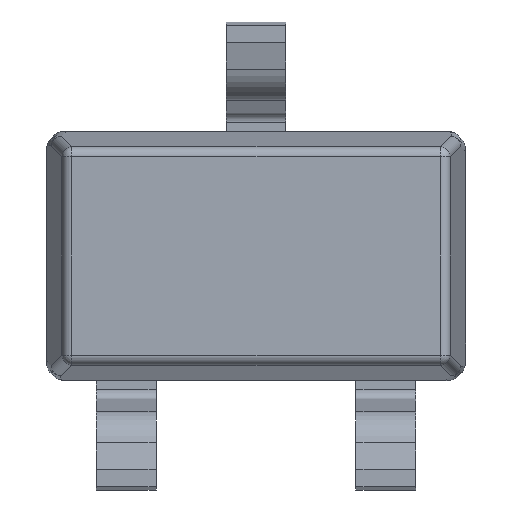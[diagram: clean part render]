
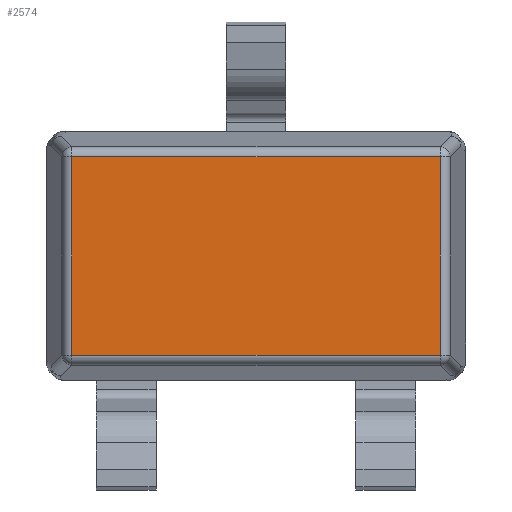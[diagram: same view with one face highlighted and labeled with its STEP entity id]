
A CAD part, front view. The second image highlights one B-rep face of the part: STEP entity #2574.
In plain terms, the highlighted planar face has unit normal (0, -1, 0).
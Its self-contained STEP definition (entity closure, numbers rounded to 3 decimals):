
#138 = AXIS2_PLACEMENT_3D ( 'NONE', #8174, #4771, #9693 ) ;
#318 = DIRECTION ( 'NONE',  ( 1., 0., 0. ) ) ;
#438 = LINE ( 'NONE', #2041, #4654 ) ;
#1009 = VECTOR ( 'NONE', #9878, 1000. ) ;
#1144 = CARTESIAN_POINT ( 'NONE',  ( 0.922, -0.6, -0.497 ) ) ;
#1382 = VERTEX_POINT ( 'NONE', #1144 ) ;
#1838 = EDGE_LOOP ( 'NONE', ( #3163, #8687, #1954, #8972 ) ) ;
#1923 = VECTOR ( 'NONE', #9685, 1000. ) ;
#1954 = ORIENTED_EDGE ( 'NONE', *, *, #10556, .T. ) ;
#2041 = CARTESIAN_POINT ( 'NONE',  ( -0.916, -0.6, 0.497 ) ) ;
#2173 = CARTESIAN_POINT ( 'NONE',  ( 0.916, -0.6, -0.497 ) ) ;
#2512 = LINE ( 'NONE', #10636, #1009 ) ;
#2574 = ADVANCED_FACE ( 'NONE', ( #6394 ), #6553, .F. ) ;
#2598 = CARTESIAN_POINT ( 'NONE',  ( -0.922, -0.6, 0.497 ) ) ;
#3163 = ORIENTED_EDGE ( 'NONE', *, *, #4073, .T. ) ;
#3475 = VERTEX_POINT ( 'NONE', #4122 ) ;
#4073 = EDGE_CURVE ( 'NONE', #4302, #3475, #2512, .T. ) ;
#4122 = CARTESIAN_POINT ( 'NONE',  ( -0.922, -0.6, -0.497 ) ) ;
#4302 = VERTEX_POINT ( 'NONE', #2598 ) ;
#4654 = VECTOR ( 'NONE', #7993, 1000. ) ;
#4771 = DIRECTION ( 'NONE',  ( 0., 1., 0. ) ) ;
#6296 = LINE ( 'NONE', #2173, #10547 ) ;
#6394 = FACE_OUTER_BOUND ( 'NONE', #1838, .T. ) ;
#6495 = LINE ( 'NONE', #9797, #1923 ) ;
#6553 = PLANE ( 'NONE',  #138 ) ;
#6908 = CARTESIAN_POINT ( 'NONE',  ( 0.922, -0.6, 0.497 ) ) ;
#7993 = DIRECTION ( 'NONE',  ( -1., 0., 0. ) ) ;
#8158 = EDGE_CURVE ( 'NONE', #9717, #4302, #438, .T. ) ;
#8174 = CARTESIAN_POINT ( 'NONE',  ( 0., -0.6, 0. ) ) ;
#8687 = ORIENTED_EDGE ( 'NONE', *, *, #10189, .T. ) ;
#8972 = ORIENTED_EDGE ( 'NONE', *, *, #8158, .T. ) ;
#9685 = DIRECTION ( 'NONE',  ( 0., 0., 1. ) ) ;
#9693 = DIRECTION ( 'NONE',  ( 1., 0., 0. ) ) ;
#9717 = VERTEX_POINT ( 'NONE', #6908 ) ;
#9797 = CARTESIAN_POINT ( 'NONE',  ( 0.922, -0.6, 0.491 ) ) ;
#9878 = DIRECTION ( 'NONE',  ( 0., 0., -1. ) ) ;
#10189 = EDGE_CURVE ( 'NONE', #3475, #1382, #6296, .T. ) ;
#10547 = VECTOR ( 'NONE', #318, 1000. ) ;
#10556 = EDGE_CURVE ( 'NONE', #1382, #9717, #6495, .T. ) ;
#10636 = CARTESIAN_POINT ( 'NONE',  ( -0.922, -0.6, -0.491 ) ) ;
